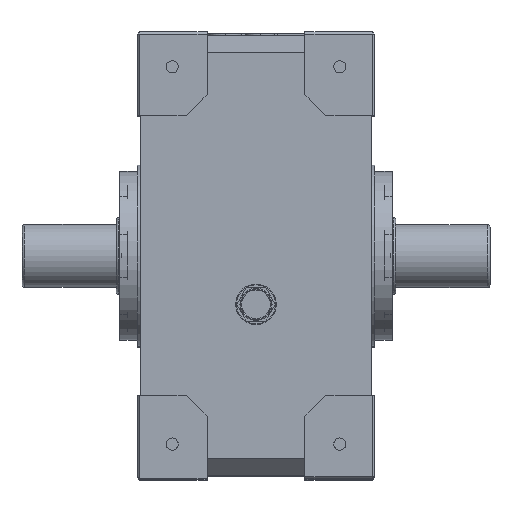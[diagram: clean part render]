
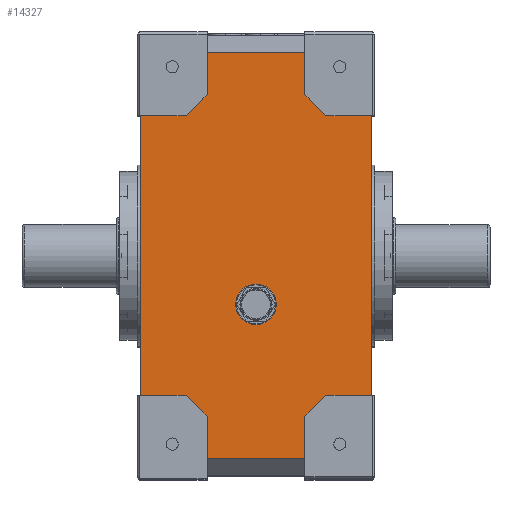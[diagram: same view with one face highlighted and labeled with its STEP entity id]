
A CAD part, top view. The second image highlights one B-rep face of the part: STEP entity #14327.
In plain terms, the highlighted planar face has unit normal (0, 0, 1).
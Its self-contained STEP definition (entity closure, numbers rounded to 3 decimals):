
#5 = VERTEX_POINT ( 'NONE', #31237 ) ;
#178 = EDGE_CURVE ( 'NONE', #28934, #2396, #4264, .T. ) ;
#412 = CARTESIAN_POINT ( 'NONE',  ( 70., 230., 305. ) ) ;
#612 = CARTESIAN_POINT ( 'NONE',  ( -170., 200., 305. ) ) ;
#1223 = ORIENTED_EDGE ( 'NONE', *, *, #9727, .T. ) ;
#1384 = CARTESIAN_POINT ( 'NONE',  ( -170., -200., 305. ) ) ;
#1459 = CARTESIAN_POINT ( 'NONE',  ( 165., 200., 305. ) ) ;
#1671 = EDGE_CURVE ( 'NONE', #30279, #23885, #11070, .T. ) ;
#2396 = VERTEX_POINT ( 'NONE', #19531 ) ;
#2652 = VERTEX_POINT ( 'NONE', #18131 ) ;
#2932 = CARTESIAN_POINT ( 'NONE',  ( 165., 200., 305. ) ) ;
#3557 = LINE ( 'NONE', #10944, #6413 ) ;
#4264 = LINE ( 'NONE', #11069, #12780 ) ;
#4522 = DIRECTION ( 'NONE',  ( 0., 1., 0. ) ) ;
#4566 = VERTEX_POINT ( 'NONE', #23194 ) ;
#4967 = EDGE_CURVE ( 'NONE', #5700, #4566, #11922, .T. ) ;
#5065 = CARTESIAN_POINT ( 'NONE',  ( -70., -320., 305. ) ) ;
#5181 = DIRECTION ( 'NONE',  ( 0., 1., 0. ) ) ;
#5494 = CARTESIAN_POINT ( 'NONE',  ( 70., -320., 305. ) ) ;
#5613 = ORIENTED_EDGE ( 'NONE', *, *, #16012, .T. ) ;
#5700 = VERTEX_POINT ( 'NONE', #15368 ) ;
#5943 = CARTESIAN_POINT ( 'NONE',  ( 70., -320., 305. ) ) ;
#6413 = VECTOR ( 'NONE', #31559, 1000. ) ;
#6724 = LINE ( 'NONE', #1459, #32378 ) ;
#6866 = CARTESIAN_POINT ( 'NONE',  ( 70., 290., 305. ) ) ;
#7077 = ORIENTED_EDGE ( 'NONE', *, *, #12444, .T. ) ;
#7780 = CARTESIAN_POINT ( 'NONE',  ( -70., -230., 305. ) ) ;
#7848 = DIRECTION ( 'NONE',  ( 0.707, 0.707, 0. ) ) ;
#7866 = CARTESIAN_POINT ( 'NONE',  ( -335., 35., 305. ) ) ;
#8027 = VERTEX_POINT ( 'NONE', #19921 ) ;
#8347 = VERTEX_POINT ( 'NONE', #22952 ) ;
#8897 = CARTESIAN_POINT ( 'NONE',  ( 0., -70., 305. ) ) ;
#9097 = DIRECTION ( 'NONE',  ( 1., 0., 0. ) ) ;
#9727 = EDGE_CURVE ( 'NONE', #31148, #8027, #3557, .T. ) ;
#9993 = VERTEX_POINT ( 'NONE', #6866 ) ;
#10243 = VERTEX_POINT ( 'NONE', #15663 ) ;
#10266 = ORIENTED_EDGE ( 'NONE', *, *, #15219, .T. ) ;
#10439 = CARTESIAN_POINT ( 'NONE',  ( 165., -135., 305. ) ) ;
#10442 = CARTESIAN_POINT ( 'NONE',  ( 0., -70., 305. ) ) ;
#10786 = VERTEX_POINT ( 'NONE', #2932 ) ;
#10944 = CARTESIAN_POINT ( 'NONE',  ( -170., -290., 305. ) ) ;
#11069 = CARTESIAN_POINT ( 'NONE',  ( -135., 165., 305. ) ) ;
#11070 = LINE ( 'NONE', #19954, #32685 ) ;
#11099 = ORIENTED_EDGE ( 'NONE', *, *, #18186, .F. ) ;
#11219 = VECTOR ( 'NONE', #7848, 1000. ) ;
#11837 = LINE ( 'NONE', #5494, #12635 ) ;
#11922 = LINE ( 'NONE', #16795, #21255 ) ;
#12000 = CARTESIAN_POINT ( 'NONE',  ( 70., -230., 305. ) ) ;
#12142 = LINE ( 'NONE', #1384, #32120 ) ;
#12233 = AXIS2_PLACEMENT_3D ( 'NONE', #8897, #27068, #29723 ) ;
#12241 = VERTEX_POINT ( 'NONE', #7780 ) ;
#12294 = LINE ( 'NONE', #31828, #21225 ) ;
#12375 = AXIS2_PLACEMENT_3D ( 'NONE', #612, #29513, #18778 ) ;
#12386 = ORIENTED_EDGE ( 'NONE', *, *, #30590, .F. ) ;
#12444 = EDGE_CURVE ( 'NONE', #15301, #9993, #30165, .T. ) ;
#12635 = VECTOR ( 'NONE', #23666, 1000. ) ;
#12780 = VECTOR ( 'NONE', #13891, 1000. ) ;
#12933 = DIRECTION ( 'NONE',  ( 0., 0., 1. ) ) ;
#13020 = CARTESIAN_POINT ( 'NONE',  ( -165., -200., 305. ) ) ;
#13501 = ORIENTED_EDGE ( 'NONE', *, *, #24363, .T. ) ;
#13662 = CARTESIAN_POINT ( 'NONE',  ( -165., 200., 305. ) ) ;
#13891 = DIRECTION ( 'NONE',  ( -0.707, -0.707, 0. ) ) ;
#14292 = EDGE_CURVE ( 'NONE', #31148, #12241, #22657, .T. ) ;
#14327 = ADVANCED_FACE ( 'NONE', ( #16121, #17751 ), #21739, .F. ) ;
#14396 = ORIENTED_EDGE ( 'NONE', *, *, #22423, .T. ) ;
#15150 = DIRECTION ( 'NONE',  ( 0., -1., 0. ) ) ;
#15184 = VECTOR ( 'NONE', #20714, 1000. ) ;
#15219 = EDGE_CURVE ( 'NONE', #19076, #5700, #27513, .T. ) ;
#15301 = VERTEX_POINT ( 'NONE', #412 ) ;
#15368 = CARTESIAN_POINT ( 'NONE',  ( 100., -200., 305. ) ) ;
#15663 = CARTESIAN_POINT ( 'NONE',  ( -70., 290., 305. ) ) ;
#15966 = VECTOR ( 'NONE', #17358, 1000. ) ;
#16012 = EDGE_CURVE ( 'NONE', #4566, #10786, #6724, .T. ) ;
#16030 = CIRCLE ( 'NONE', #12233, 29. ) ;
#16121 = FACE_BOUND ( 'NONE', #30072, .T. ) ;
#16589 = VECTOR ( 'NONE', #25469, 1000. ) ;
#16795 = CARTESIAN_POINT ( 'NONE',  ( -170., -200., 305. ) ) ;
#16873 = VECTOR ( 'NONE', #31881, 1000. ) ;
#16897 = EDGE_CURVE ( 'NONE', #5, #23084, #16030, .T. ) ;
#16947 = VECTOR ( 'NONE', #5181, 1000. ) ;
#16976 = ORIENTED_EDGE ( 'NONE', *, *, #23431, .T. ) ;
#17358 = DIRECTION ( 'NONE',  ( -0.707, 0.707, 0. ) ) ;
#17606 = LINE ( 'NONE', #24984, #15966 ) ;
#17687 = AXIS2_PLACEMENT_3D ( 'NONE', #10442, #12933, #23725 ) ;
#17751 = FACE_OUTER_BOUND ( 'NONE', #24739, .T. ) ;
#18118 = ORIENTED_EDGE ( 'NONE', *, *, #22212, .T. ) ;
#18131 = CARTESIAN_POINT ( 'NONE',  ( 100., 200., 305. ) ) ;
#18186 = EDGE_CURVE ( 'NONE', #2652, #10786, #24801, .T. ) ;
#18582 = DIRECTION ( 'NONE',  ( -1., 0., 0. ) ) ;
#18635 = EDGE_CURVE ( 'NONE', #23885, #8347, #12142, .T. ) ;
#18670 = ORIENTED_EDGE ( 'NONE', *, *, #21347, .F. ) ;
#18778 = DIRECTION ( 'NONE',  ( -1., 0., 0. ) ) ;
#18825 = EDGE_CURVE ( 'NONE', #23084, #5, #27587, .T. ) ;
#19076 = VERTEX_POINT ( 'NONE', #12000 ) ;
#19531 = CARTESIAN_POINT ( 'NONE',  ( -100., 200., 305. ) ) ;
#19547 = VECTOR ( 'NONE', #31297, 1000. ) ;
#19921 = CARTESIAN_POINT ( 'NONE',  ( 70., -290., 305. ) ) ;
#19954 = CARTESIAN_POINT ( 'NONE',  ( -165., 200., 305. ) ) ;
#20714 = DIRECTION ( 'NONE',  ( 1., 0., 0. ) ) ;
#21225 = VECTOR ( 'NONE', #18582, 1000. ) ;
#21255 = VECTOR ( 'NONE', #9097, 1000. ) ;
#21347 = EDGE_CURVE ( 'NONE', #30279, #2396, #29069, .T. ) ;
#21739 = PLANE ( 'NONE',  #12375 ) ;
#21966 = CARTESIAN_POINT ( 'NONE',  ( 29., -70., 305. ) ) ;
#22212 = EDGE_CURVE ( 'NONE', #2652, #15301, #17606, .T. ) ;
#22423 = EDGE_CURVE ( 'NONE', #9993, #10243, #12294, .T. ) ;
#22596 = DIRECTION ( 'NONE',  ( 1., 0., 0. ) ) ;
#22630 = CARTESIAN_POINT ( 'NONE',  ( -170., 200., 305. ) ) ;
#22657 = LINE ( 'NONE', #5065, #16947 ) ;
#22952 = CARTESIAN_POINT ( 'NONE',  ( -100., -200., 305. ) ) ;
#23084 = VERTEX_POINT ( 'NONE', #21966 ) ;
#23194 = CARTESIAN_POINT ( 'NONE',  ( 165., -200., 305. ) ) ;
#23431 = EDGE_CURVE ( 'NONE', #8347, #12241, #31447, .T. ) ;
#23666 = DIRECTION ( 'NONE',  ( 0., 1., 0. ) ) ;
#23725 = DIRECTION ( 'NONE',  ( 1., 0., 0. ) ) ;
#23885 = VERTEX_POINT ( 'NONE', #13020 ) ;
#24000 = VECTOR ( 'NONE', #29480, 1000. ) ;
#24349 = ORIENTED_EDGE ( 'NONE', *, *, #14292, .F. ) ;
#24363 = EDGE_CURVE ( 'NONE', #8027, #19076, #11837, .T. ) ;
#24739 = EDGE_LOOP ( 'NONE', ( #24349, #1223, #13501, #10266, #28469, #5613, #11099, #18118, #7077, #14396, #12386, #32745, #18670, #27218, #32497, #16976 ) ) ;
#24801 = LINE ( 'NONE', #22630, #16589 ) ;
#24984 = CARTESIAN_POINT ( 'NONE',  ( -35., 335., 305. ) ) ;
#25469 = DIRECTION ( 'NONE',  ( 1., 0., 0. ) ) ;
#25941 = CARTESIAN_POINT ( 'NONE',  ( -170., 200., 305. ) ) ;
#26951 = CARTESIAN_POINT ( 'NONE',  ( -70., -320., 305. ) ) ;
#27068 = DIRECTION ( 'NONE',  ( 0., 0., 1. ) ) ;
#27218 = ORIENTED_EDGE ( 'NONE', *, *, #1671, .T. ) ;
#27318 = ORIENTED_EDGE ( 'NONE', *, *, #16897, .F. ) ;
#27363 = CARTESIAN_POINT ( 'NONE',  ( -70., -290., 305. ) ) ;
#27513 = LINE ( 'NONE', #10439, #11219 ) ;
#27587 = CIRCLE ( 'NONE', #17687, 29. ) ;
#28184 = CARTESIAN_POINT ( 'NONE',  ( -70., 230., 305. ) ) ;
#28469 = ORIENTED_EDGE ( 'NONE', *, *, #4967, .T. ) ;
#28934 = VERTEX_POINT ( 'NONE', #28184 ) ;
#29069 = LINE ( 'NONE', #25941, #15184 ) ;
#29480 = DIRECTION ( 'NONE',  ( 0., 1., 0. ) ) ;
#29513 = DIRECTION ( 'NONE',  ( 0., 0., -1. ) ) ;
#29723 = DIRECTION ( 'NONE',  ( 1., 0., 0. ) ) ;
#30072 = EDGE_LOOP ( 'NONE', ( #33070, #27318 ) ) ;
#30165 = LINE ( 'NONE', #5943, #24000 ) ;
#30279 = VERTEX_POINT ( 'NONE', #13662 ) ;
#30590 = EDGE_CURVE ( 'NONE', #28934, #10243, #33598, .T. ) ;
#31148 = VERTEX_POINT ( 'NONE', #27363 ) ;
#31237 = CARTESIAN_POINT ( 'NONE',  ( -29., -70., 305. ) ) ;
#31297 = DIRECTION ( 'NONE',  ( 0.707, -0.707, 0. ) ) ;
#31447 = LINE ( 'NONE', #7866, #19547 ) ;
#31559 = DIRECTION ( 'NONE',  ( 1., 0., 0. ) ) ;
#31828 = CARTESIAN_POINT ( 'NONE',  ( -170., 290., 305. ) ) ;
#31881 = DIRECTION ( 'NONE',  ( 0., 1., 0. ) ) ;
#32120 = VECTOR ( 'NONE', #22596, 1000. ) ;
#32378 = VECTOR ( 'NONE', #4522, 1000. ) ;
#32497 = ORIENTED_EDGE ( 'NONE', *, *, #18635, .T. ) ;
#32685 = VECTOR ( 'NONE', #15150, 1000. ) ;
#32745 = ORIENTED_EDGE ( 'NONE', *, *, #178, .T. ) ;
#33070 = ORIENTED_EDGE ( 'NONE', *, *, #18825, .F. ) ;
#33598 = LINE ( 'NONE', #26951, #16873 ) ;
